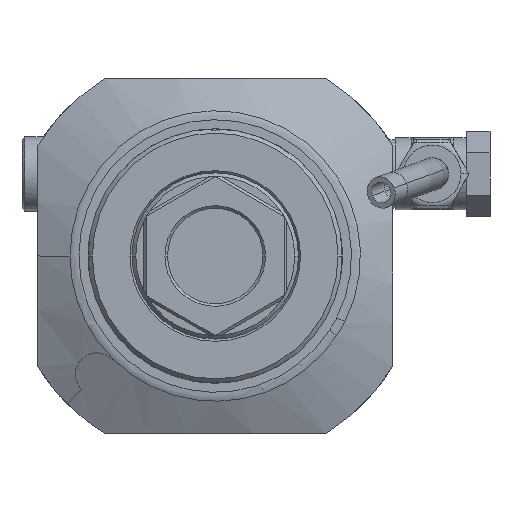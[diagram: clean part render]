
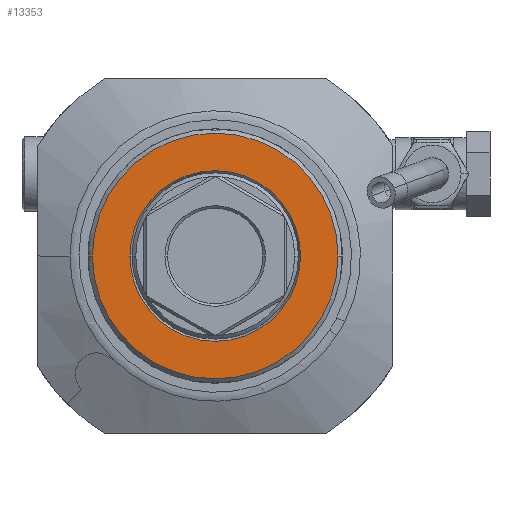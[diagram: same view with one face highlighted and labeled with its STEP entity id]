
A CAD part, left-side view. The second image highlights one B-rep face of the part: STEP entity #13353.
In plain terms, the highlighted planar face has unit normal (-1, 0, 0).
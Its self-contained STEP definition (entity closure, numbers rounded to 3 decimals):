
#3405=CARTESIAN_POINT('',(-24.,0.,0.));
#3406=DIRECTION('',(-1.,0.,0.));
#3407=DIRECTION('',(0.,1.,0.));
#3408=AXIS2_PLACEMENT_3D('',#3405,#3406,#3407);
#3410=CARTESIAN_POINT('',(-24.,0.,0.));
#3411=DIRECTION('',(-1.,0.,0.));
#3412=DIRECTION('',(0.,-1.,0.));
#3413=AXIS2_PLACEMENT_3D('',#3410,#3411,#3412);
#3415=CARTESIAN_POINT('',(-24.,0.,0.));
#3416=DIRECTION('',(1.,0.,0.));
#3417=DIRECTION('',(0.,1.,0.));
#3418=AXIS2_PLACEMENT_3D('',#3415,#3416,#3417);
#3420=CARTESIAN_POINT('',(-24.,0.,0.));
#3421=DIRECTION('',(1.,0.,0.));
#3422=DIRECTION('',(0.,-1.,0.));
#3423=AXIS2_PLACEMENT_3D('',#3420,#3421,#3422);
#9196=CARTESIAN_POINT('',(-24.,16.116,0.));
#9197=CARTESIAN_POINT('',(-24.,-16.116,0.));
#9198=VERTEX_POINT('',#9196);
#9199=VERTEX_POINT('',#9197);
#9200=CARTESIAN_POINT('',(-24.,23.2,0.));
#9201=CARTESIAN_POINT('',(-24.,-23.2,0.));
#9202=VERTEX_POINT('',#9200);
#9203=VERTEX_POINT('',#9201);
#13338=CARTESIAN_POINT('',(-24.,0.,0.));
#13339=DIRECTION('',(-1.,0.,0.));
#13340=DIRECTION('',(0.,1.,0.));
#13341=AXIS2_PLACEMENT_3D('',#13338,#13339,#13340);
#13342=PLANE('',#13341);
#13343=ORIENTED_EDGE('',*,*,#12727,.F.);
#13344=ORIENTED_EDGE('',*,*,#12707,.F.);
#13345=EDGE_LOOP('',(#13343,#13344));
#13346=FACE_OUTER_BOUND('',#13345,.F.);
#13348=ORIENTED_EDGE('',*,*,#13347,.F.);
#13350=ORIENTED_EDGE('',*,*,#13349,.F.);
#13351=EDGE_LOOP('',(#13348,#13350));
#13352=FACE_BOUND('',#13351,.F.);
#3409=CIRCLE('',#3408,23.2);
#3414=CIRCLE('',#3413,23.2);
#3419=CIRCLE('',#3418,16.116);
#3424=CIRCLE('',#3423,16.116);
#12707=EDGE_CURVE('',#9203,#9202,#3414,.T.);
#12727=EDGE_CURVE('',#9202,#9203,#3409,.T.);
#13347=EDGE_CURVE('',#9198,#9199,#3419,.T.);
#13349=EDGE_CURVE('',#9199,#9198,#3424,.T.);
#13353=ADVANCED_FACE('',(#13346,#13352),#13342,.T.);
